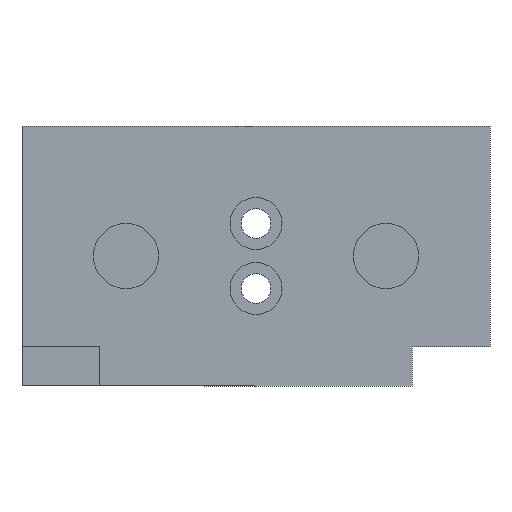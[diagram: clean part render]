
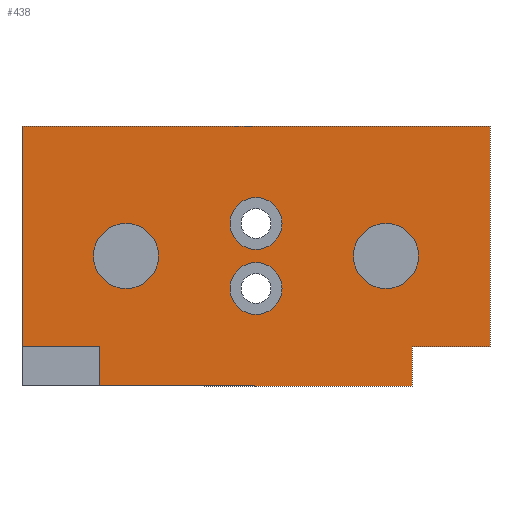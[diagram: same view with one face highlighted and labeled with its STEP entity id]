
A CAD part, front view. The second image highlights one B-rep face of the part: STEP entity #438.
In plain terms, the highlighted planar face has unit normal (0, -1, 0).
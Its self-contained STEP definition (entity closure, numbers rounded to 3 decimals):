
#20 = CARTESIAN_POINT ( 'NONE',  ( 0., 0., 0. ) ) ;
#27 = FACE_OUTER_BOUND ( 'NONE', #1029, .T. ) ;
#34 = EDGE_CURVE ( 'NONE', #67, #1738, #918, .T. ) ;
#67 = VERTEX_POINT ( 'NONE', #998 ) ;
#78 = CARTESIAN_POINT ( 'NONE',  ( -8., 0., -12.5 ) ) ;
#83 = VERTEX_POINT ( 'NONE', #1262 ) ;
#84 = VECTOR ( 'NONE', #953, 1000. ) ;
#90 = CARTESIAN_POINT ( 'NONE',  ( -28., 0., -7.5 ) ) ;
#94 = CARTESIAN_POINT ( 'NONE',  ( -18., 0., -12.5 ) ) ;
#96 = ORIENTED_EDGE ( 'NONE', *, *, #1453, .F. ) ;
#109 = EDGE_CURVE ( 'NONE', #1153, #1430, #1580, .T. ) ;
#110 = CARTESIAN_POINT ( 'NONE',  ( -30., 0., -17. ) ) ;
#142 = ORIENTED_EDGE ( 'NONE', *, *, #157, .F. ) ;
#146 = VECTOR ( 'NONE', #872, 1000. ) ;
#157 = EDGE_CURVE ( 'NONE', #1430, #1653, #777, .T. ) ;
#182 = EDGE_CURVE ( 'NONE', #83, #1066, #507, .T. ) ;
#224 = EDGE_CURVE ( 'NONE', #833, #1404, #768, .T. ) ;
#237 = AXIS2_PLACEMENT_3D ( 'NONE', #991, #1129, #444 ) ;
#262 = EDGE_CURVE ( 'NONE', #1735, #788, #1635, .T. ) ;
#279 = CARTESIAN_POINT ( 'NONE',  ( -30., 0., -17. ) ) ;
#281 = ORIENTED_EDGE ( 'NONE', *, *, #322, .F. ) ;
#313 = AXIS2_PLACEMENT_3D ( 'NONE', #400, #1405, #950 ) ;
#322 = EDGE_CURVE ( 'NONE', #660, #403, #1666, .T. ) ;
#325 = CIRCLE ( 'NONE', #1154, 2. ) ;
#342 = VECTOR ( 'NONE', #658, 1000. ) ;
#352 = EDGE_CURVE ( 'NONE', #1274, #1747, #325, .T. ) ;
#381 = ORIENTED_EDGE ( 'NONE', *, *, #224, .F. ) ;
#391 = EDGE_CURVE ( 'NONE', #1747, #1274, #654, .T. ) ;
#392 = CARTESIAN_POINT ( 'NONE',  ( -36., 0., -17. ) ) ;
#400 = CARTESIAN_POINT ( 'NONE',  ( -8., 0., -10. ) ) ;
#403 = VERTEX_POINT ( 'NONE', #90 ) ;
#418 = DIRECTION ( 'NONE',  ( 0., -1., 0. ) ) ;
#438 = ADVANCED_FACE ( 'NONE', ( #869, #1289, #853, #1700, #27 ), #566, .F. ) ;
#444 = DIRECTION ( 'NONE',  ( 0., 0., -1. ) ) ;
#469 = ORIENTED_EDGE ( 'NONE', *, *, #851, .T. ) ;
#485 = CARTESIAN_POINT ( 'NONE',  ( -8., 0., -10. ) ) ;
#507 = LINE ( 'NONE', #1061, #1811 ) ;
#509 = AXIS2_PLACEMENT_3D ( 'NONE', #94, #677, #668 ) ;
#512 = ORIENTED_EDGE ( 'NONE', *, *, #34, .F. ) ;
#552 = CARTESIAN_POINT ( 'NONE',  ( -6., 0., -20. ) ) ;
#566 = PLANE ( 'NONE',  #1332 ) ;
#577 = EDGE_CURVE ( 'NONE', #1653, #833, #610, .T. ) ;
#584 = DIRECTION ( 'NONE',  ( 0., 1., 0. ) ) ;
#599 = AXIS2_PLACEMENT_3D ( 'NONE', #1217, #418, #1779 ) ;
#610 = LINE ( 'NONE', #1474, #739 ) ;
#630 = CARTESIAN_POINT ( 'NONE',  ( -30., 0., -20. ) ) ;
#639 = EDGE_LOOP ( 'NONE', ( #512, #1065 ) ) ;
#654 = CIRCLE ( 'NONE', #599, 2. ) ;
#658 = DIRECTION ( 'NONE',  ( 1., 0., 0. ) ) ;
#660 = VERTEX_POINT ( 'NONE', #1046 ) ;
#668 = DIRECTION ( 'NONE',  ( 0., 0., -1. ) ) ;
#677 = DIRECTION ( 'NONE',  ( 0., -1., 0. ) ) ;
#679 = ORIENTED_EDGE ( 'NONE', *, *, #109, .F. ) ;
#689 = VECTOR ( 'NONE', #744, 1000. ) ;
#739 = VECTOR ( 'NONE', #905, 1000. ) ;
#744 = DIRECTION ( 'NONE',  ( -1., 0., 0. ) ) ;
#768 = LINE ( 'NONE', #1469, #689 ) ;
#777 = LINE ( 'NONE', #1347, #859 ) ;
#783 = AXIS2_PLACEMENT_3D ( 'NONE', #896, #1740, #889 ) ;
#788 = VERTEX_POINT ( 'NONE', #1777 ) ;
#795 = DIRECTION ( 'NONE',  ( 0., 0., -1. ) ) ;
#809 = LINE ( 'NONE', #110, #1100 ) ;
#833 = VERTEX_POINT ( 'NONE', #552 ) ;
#836 = CARTESIAN_POINT ( 'NONE',  ( 0., 0., -17. ) ) ;
#851 = EDGE_CURVE ( 'NONE', #1574, #1404, #809, .T. ) ;
#853 = FACE_BOUND ( 'NONE', #1308, .T. ) ;
#859 = VECTOR ( 'NONE', #1312, 1000. ) ;
#860 = AXIS2_PLACEMENT_3D ( 'NONE', #1506, #1101, #1243 ) ;
#864 = CARTESIAN_POINT ( 'NONE',  ( -6., 0., -17. ) ) ;
#869 = FACE_BOUND ( 'NONE', #639, .T. ) ;
#872 = DIRECTION ( 'NONE',  ( 0., 0., -1. ) ) ;
#889 = DIRECTION ( 'NONE',  ( 0., 0., -1. ) ) ;
#896 = CARTESIAN_POINT ( 'NONE',  ( -28., 0., -10. ) ) ;
#905 = DIRECTION ( 'NONE',  ( 0., 0., -1. ) ) ;
#918 = CIRCLE ( 'NONE', #237, 2. ) ;
#942 = EDGE_CURVE ( 'NONE', #1738, #67, #1183, .T. ) ;
#950 = DIRECTION ( 'NONE',  ( 0., 0., -1. ) ) ;
#953 = DIRECTION ( 'NONE',  ( -1., 0., 0. ) ) ;
#974 = DIRECTION ( 'NONE',  ( 0., 0., -1. ) ) ;
#987 = DIRECTION ( 'NONE',  ( 0., 0., 1. ) ) ;
#991 = CARTESIAN_POINT ( 'NONE',  ( -18., 0., -12.5 ) ) ;
#998 = CARTESIAN_POINT ( 'NONE',  ( -18., 0., -14.5 ) ) ;
#1024 = CARTESIAN_POINT ( 'NONE',  ( 0., 0., 0. ) ) ;
#1029 = EDGE_LOOP ( 'NONE', ( #381, #1164, #142, #679, #1218, #1401, #1316, #469 ) ) ;
#1032 = DIRECTION ( 'NONE',  ( 0., 0., 1. ) ) ;
#1046 = CARTESIAN_POINT ( 'NONE',  ( -28., 0., -12.5 ) ) ;
#1047 = ORIENTED_EDGE ( 'NONE', *, *, #262, .F. ) ;
#1061 = CARTESIAN_POINT ( 'NONE',  ( -36., 0., 0. ) ) ;
#1065 = ORIENTED_EDGE ( 'NONE', *, *, #942, .F. ) ;
#1066 = VERTEX_POINT ( 'NONE', #1247 ) ;
#1072 = CARTESIAN_POINT ( 'NONE',  ( -18., 0., -10.5 ) ) ;
#1078 = CARTESIAN_POINT ( 'NONE',  ( -18., 0., -7.5 ) ) ;
#1095 = LINE ( 'NONE', #392, #84 ) ;
#1100 = VECTOR ( 'NONE', #974, 1000. ) ;
#1101 = DIRECTION ( 'NONE',  ( 0., -1., 0. ) ) ;
#1105 = EDGE_CURVE ( 'NONE', #1574, #83, #1095, .T. ) ;
#1129 = DIRECTION ( 'NONE',  ( 0., -1., 0. ) ) ;
#1137 = CARTESIAN_POINT ( 'NONE',  ( 0., 0., 0. ) ) ;
#1153 = VERTEX_POINT ( 'NONE', #1137 ) ;
#1154 = AXIS2_PLACEMENT_3D ( 'NONE', #1078, #1224, #795 ) ;
#1164 = ORIENTED_EDGE ( 'NONE', *, *, #577, .F. ) ;
#1183 = CIRCLE ( 'NONE', #509, 2. ) ;
#1196 = DIRECTION ( 'NONE',  ( 0., -1., 0. ) ) ;
#1214 = CARTESIAN_POINT ( 'NONE',  ( -18., 0., -5.5 ) ) ;
#1217 = CARTESIAN_POINT ( 'NONE',  ( -18., 0., -7.5 ) ) ;
#1218 = ORIENTED_EDGE ( 'NONE', *, *, #1306, .F. ) ;
#1224 = DIRECTION ( 'NONE',  ( 0., -1., 0. ) ) ;
#1243 = DIRECTION ( 'NONE',  ( 0., 0., -1. ) ) ;
#1247 = CARTESIAN_POINT ( 'NONE',  ( -36., 0., 0. ) ) ;
#1262 = CARTESIAN_POINT ( 'NONE',  ( -36., 0., -17. ) ) ;
#1274 = VERTEX_POINT ( 'NONE', #1624 ) ;
#1289 = FACE_BOUND ( 'NONE', #1764, .T. ) ;
#1306 = EDGE_CURVE ( 'NONE', #1066, #1153, #1650, .T. ) ;
#1308 = EDGE_LOOP ( 'NONE', ( #1047, #96 ) ) ;
#1312 = DIRECTION ( 'NONE',  ( -1., 0., 0. ) ) ;
#1316 = ORIENTED_EDGE ( 'NONE', *, *, #1105, .F. ) ;
#1332 = AXIS2_PLACEMENT_3D ( 'NONE', #20, #584, #987 ) ;
#1347 = CARTESIAN_POINT ( 'NONE',  ( 0., 0., -17. ) ) ;
#1401 = ORIENTED_EDGE ( 'NONE', *, *, #182, .F. ) ;
#1404 = VERTEX_POINT ( 'NONE', #630 ) ;
#1405 = DIRECTION ( 'NONE',  ( 0., -1., 0. ) ) ;
#1426 = AXIS2_PLACEMENT_3D ( 'NONE', #485, #1196, #1630 ) ;
#1430 = VERTEX_POINT ( 'NONE', #836 ) ;
#1453 = EDGE_CURVE ( 'NONE', #788, #1735, #1593, .T. ) ;
#1469 = CARTESIAN_POINT ( 'NONE',  ( 0., 0., -20. ) ) ;
#1474 = CARTESIAN_POINT ( 'NONE',  ( -6., 0., -17. ) ) ;
#1493 = ORIENTED_EDGE ( 'NONE', *, *, #391, .F. ) ;
#1506 = CARTESIAN_POINT ( 'NONE',  ( -28., 0., -10. ) ) ;
#1574 = VERTEX_POINT ( 'NONE', #279 ) ;
#1580 = LINE ( 'NONE', #1024, #146 ) ;
#1593 = CIRCLE ( 'NONE', #313, 2.5 ) ;
#1596 = CIRCLE ( 'NONE', #783, 2.5 ) ;
#1624 = CARTESIAN_POINT ( 'NONE',  ( -18., 0., -9.5 ) ) ;
#1630 = DIRECTION ( 'NONE',  ( 0., 0., -1. ) ) ;
#1635 = CIRCLE ( 'NONE', #1426, 2.5 ) ;
#1650 = LINE ( 'NONE', #1745, #342 ) ;
#1653 = VERTEX_POINT ( 'NONE', #864 ) ;
#1658 = ORIENTED_EDGE ( 'NONE', *, *, #1734, .F. ) ;
#1666 = CIRCLE ( 'NONE', #860, 2.5 ) ;
#1698 = EDGE_LOOP ( 'NONE', ( #281, #1658 ) ) ;
#1700 = FACE_BOUND ( 'NONE', #1698, .T. ) ;
#1720 = ORIENTED_EDGE ( 'NONE', *, *, #352, .F. ) ;
#1734 = EDGE_CURVE ( 'NONE', #403, #660, #1596, .T. ) ;
#1735 = VERTEX_POINT ( 'NONE', #78 ) ;
#1738 = VERTEX_POINT ( 'NONE', #1072 ) ;
#1740 = DIRECTION ( 'NONE',  ( 0., -1., 0. ) ) ;
#1745 = CARTESIAN_POINT ( 'NONE',  ( 0., 0., 0. ) ) ;
#1747 = VERTEX_POINT ( 'NONE', #1214 ) ;
#1764 = EDGE_LOOP ( 'NONE', ( #1720, #1493 ) ) ;
#1777 = CARTESIAN_POINT ( 'NONE',  ( -8., 0., -7.5 ) ) ;
#1779 = DIRECTION ( 'NONE',  ( 0., 0., -1. ) ) ;
#1811 = VECTOR ( 'NONE', #1032, 1000. ) ;
